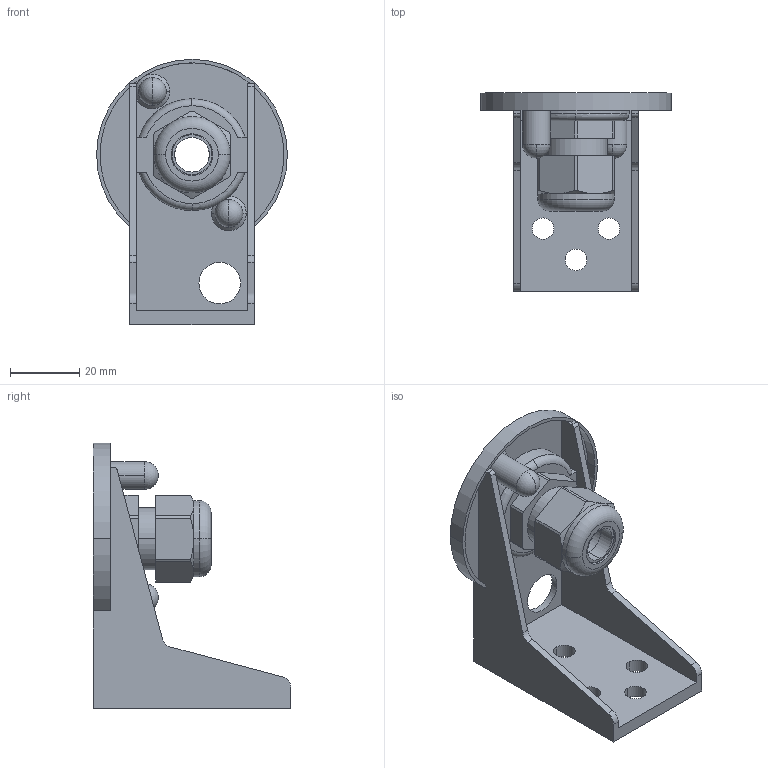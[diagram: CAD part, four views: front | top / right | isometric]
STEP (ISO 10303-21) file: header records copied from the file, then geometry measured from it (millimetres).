
FILE_DESCRIPTION(('STEP AP214'),'1');
FILE_NAME('cctmp_9CDD1BBE-F09B-4843-B86C-DFD9694A2188_2023_07_24_21_23_50_0998..stp','2023-07-24T19:23:51',('SIEMENS A&D'),('CADClick - www.CADClick.com'),'Spatial InterOp 3D postprocessed',' ','unknown authorization');
FILE_SCHEMA(('AUTOMOTIVE_DESIGN'));
Length unit declared in the file: millimetre
Products named in the file (5): cc_unnamed; 2023_07_24_21_23_50_0967; 2023_07_24_21_23_50_0936; 2023_07_24_21_23_50_0905; 2023_07_24_21_23_50_0873
Assembly tree (4 placements, depth 2):
  cc_unnamed
    2023_07_24_21_23_50_0967
    2023_07_24_21_23_50_0936
    2023_07_24_21_23_50_0905
    2023_07_24_21_23_50_0873
Bounding box: 55 x 57 x 76.5 mm (x, y, z)
Volume: 28695.4 mm3; surface area: 24704.9 mm2
Topology: 4 solids, 4 shells, 227 faces, 586 edges, 381 vertices
Faces by surface type: plane 103, cylinder 93, cone 19, torus 8, sphere 4
Entity records: 8049 total; most frequent: CARTESIAN_POINT 1519, DIRECTION 1249, ORIENTED_EDGE 1164, EDGE_CURVE 582, AXIS2_PLACEMENT_3D 460, VERTEX_POINT 381, LINE 329, VECTOR 329
